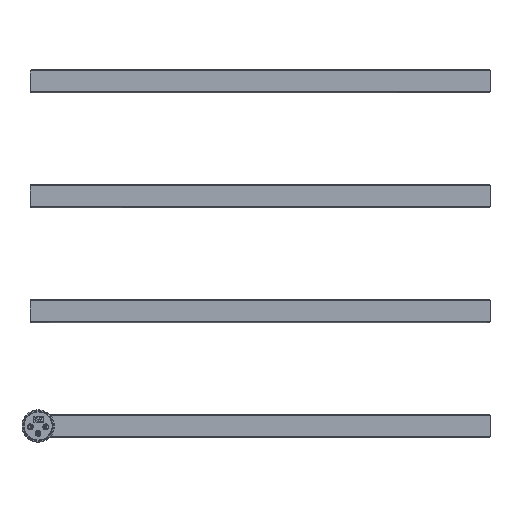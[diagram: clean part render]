
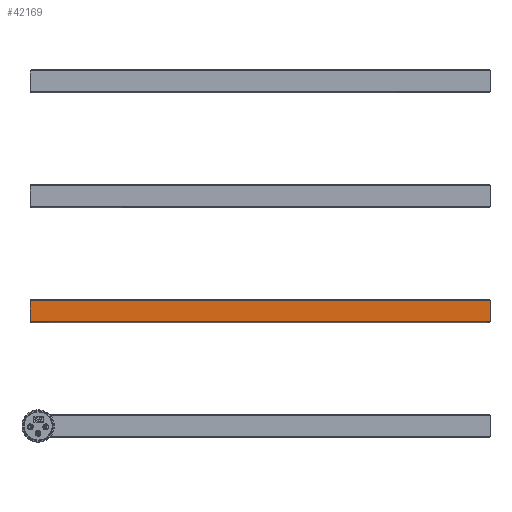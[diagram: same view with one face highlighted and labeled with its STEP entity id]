
A CAD part, top view. The second image highlights one B-rep face of the part: STEP entity #42169.
In plain terms, the highlighted planar face has unit normal (0, 0, 1).
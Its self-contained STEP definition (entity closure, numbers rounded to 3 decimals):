
#41863=DIRECTION('',(0.,-1.,0.));
#41864=VECTOR('',#41863,27.);
#41865=CARTESIAN_POINT('',(300.,13.5,5.));
#41866=LINE('',#41865,#41864);
#41867=DIRECTION('',(0.,-1.,0.));
#41868=VECTOR('',#41867,27.);
#41869=CARTESIAN_POINT('',(-300.,13.5,5.));
#41870=LINE('',#41869,#41868);
#41925=DIRECTION('',(1.,0.,0.));
#41926=VECTOR('',#41925,600.);
#41927=CARTESIAN_POINT('',(-300.,-13.5,5.));
#41928=LINE('',#41927,#41926);
#41954=DIRECTION('',(-1.,0.,0.));
#41955=VECTOR('',#41954,600.);
#41956=CARTESIAN_POINT('',(300.,13.5,5.));
#41957=LINE('',#41956,#41955);
#42103=CARTESIAN_POINT('',(-300.,13.5,5.));
#42104=CARTESIAN_POINT('',(-300.,-13.5,5.));
#42105=VERTEX_POINT('',#42103);
#42106=VERTEX_POINT('',#42104);
#42107=CARTESIAN_POINT('',(300.,13.5,5.));
#42108=VERTEX_POINT('',#42107);
#42109=CARTESIAN_POINT('',(300.,-13.5,5.));
#42110=VERTEX_POINT('',#42109);
#42154=CARTESIAN_POINT('',(-300.,15.,5.));
#42155=DIRECTION('',(0.,0.,1.));
#42156=DIRECTION('',(0.,-1.,0.));
#42157=AXIS2_PLACEMENT_3D('',#42154,#42155,#42156);
#42158=PLANE('',#42157);
#42160=ORIENTED_EDGE('',*,*,#42159,.F.);
#42162=ORIENTED_EDGE('',*,*,#42161,.F.);
#42164=ORIENTED_EDGE('',*,*,#42163,.T.);
#42166=ORIENTED_EDGE('',*,*,#42165,.F.);
#42167=EDGE_LOOP('',(#42160,#42162,#42164,#42166));
#42168=FACE_OUTER_BOUND('',#42167,.F.);
#42169=ADVANCED_FACE('',(#42168),#42158,.T.);
#42159=EDGE_CURVE('',#42105,#42106,#41870,.T.);
#42161=EDGE_CURVE('',#42108,#42105,#41957,.T.);
#42163=EDGE_CURVE('',#42108,#42110,#41866,.T.);
#42165=EDGE_CURVE('',#42106,#42110,#41928,.T.);
